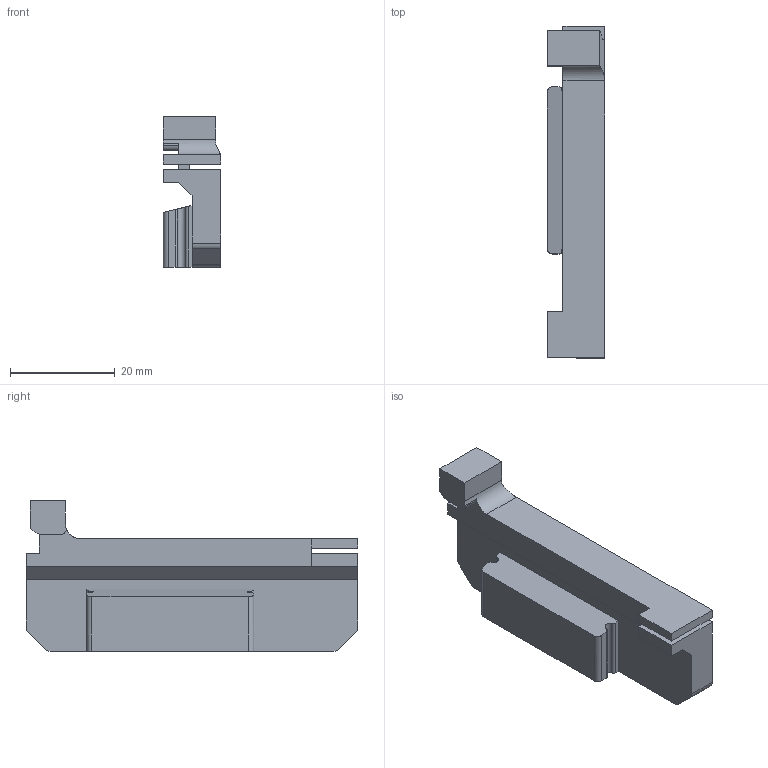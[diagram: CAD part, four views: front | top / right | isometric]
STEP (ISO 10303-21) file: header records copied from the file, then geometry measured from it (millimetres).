
FILE_DESCRIPTION (( 'STEP AP203' ), '1' );
FILE_NAME ('喷头线固定夹.STEP', '2023-01-06T08:15:58', ( '个人用户' ), ( '微软中国' ), 'SwSTEP 2.0', 'SolidWorks 2019', '' );
FILE_SCHEMA (( 'CONFIG_CONTROL_DESIGN' ));
Length unit declared in the file: millimetre
Products named in the file (1): 驗芛盄嘐隅標
Bounding box: 11 x 63.51 x 28.8 mm (x, y, z)
Volume: 10520.9 mm3; surface area: 5454.1 mm2
Topology: 1 solids, 1 shells, 51 faces, 144 edges, 95 vertices
Faces by surface type: plane 35, cylinder 16
Entity records: 1716 total; most frequent: CARTESIAN_POINT 321, ORIENTED_EDGE 288, DIRECTION 263, EDGE_CURVE 144, LINE 109, VECTOR 109, VERTEX_POINT 95, AXIS2_PLACEMENT_3D 77
